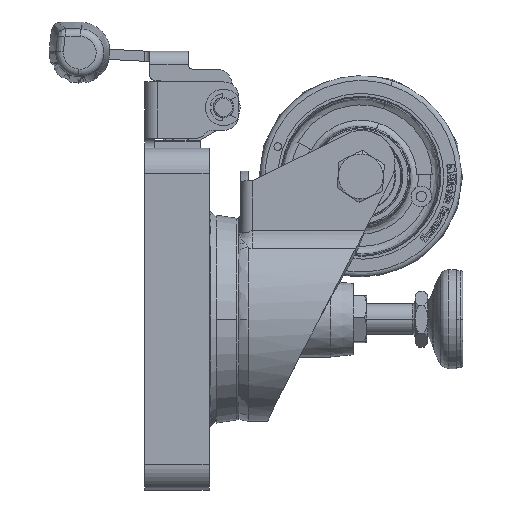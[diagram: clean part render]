
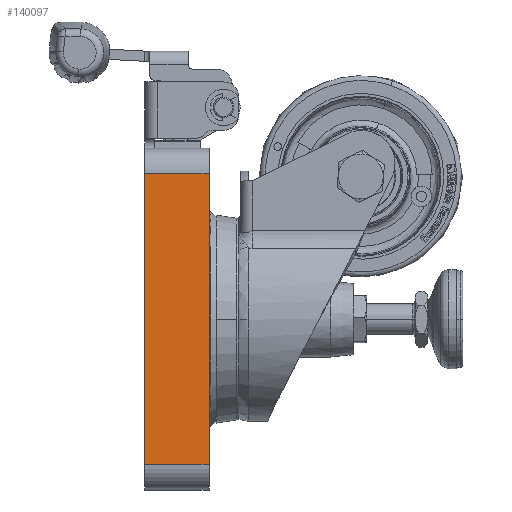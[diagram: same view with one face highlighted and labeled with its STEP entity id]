
A CAD part, left-side view. The second image highlights one B-rep face of the part: STEP entity #140097.
In plain terms, the highlighted planar face has unit normal (-1, 0, 0).
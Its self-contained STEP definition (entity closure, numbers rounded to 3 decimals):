
#973 = CARTESIAN_POINT ( 'NONE',  ( -55., -3.5, -57. ) ) ;
#4016 = CARTESIAN_POINT ( 'NONE',  ( -55., -3.5, -57. ) ) ;
#5885 = ORIENTED_EDGE ( 'NONE', *, *, #105846, .T. ) ;
#7850 = LINE ( 'NONE', #49993, #132968 ) ;
#9567 = CARTESIAN_POINT ( 'NONE',  ( -55., -3.5, 57. ) ) ;
#13979 = DIRECTION ( 'NONE',  ( 0., 1., 0. ) ) ;
#20956 = AXIS2_PLACEMENT_3D ( 'NONE', #85626, #121270, #121988 ) ;
#24280 = LINE ( 'NONE', #126026, #98958 ) ;
#24685 = EDGE_LOOP ( 'NONE', ( #5885, #122023, #73745, #120880 ) ) ;
#25594 = VERTEX_POINT ( 'NONE', #56713 ) ;
#28848 = EDGE_CURVE ( 'NONE', #142049, #64586, #24280, .T. ) ;
#34964 = VECTOR ( 'NONE', #13979, 1000. ) ;
#36854 = EDGE_CURVE ( 'NONE', #67774, #25594, #7850, .T. ) ;
#41276 = PLANE ( 'NONE',  #20956 ) ;
#48867 = VECTOR ( 'NONE', #88697, 1000. ) ;
#49993 = CARTESIAN_POINT ( 'NONE',  ( -55., 21.8, -57. ) ) ;
#53177 = CARTESIAN_POINT ( 'NONE',  ( -55., -3.5, 57. ) ) ;
#56713 = CARTESIAN_POINT ( 'NONE',  ( -55., 21.8, 57. ) ) ;
#64586 = VERTEX_POINT ( 'NONE', #53177 ) ;
#65466 = LINE ( 'NONE', #9567, #48867 ) ;
#67774 = VERTEX_POINT ( 'NONE', #101899 ) ;
#69365 = DIRECTION ( 'NONE',  ( 0., 0., 1. ) ) ;
#73745 = ORIENTED_EDGE ( 'NONE', *, *, #77438, .F. ) ;
#77438 = EDGE_CURVE ( 'NONE', #142049, #67774, #113573, .T. ) ;
#85626 = CARTESIAN_POINT ( 'NONE',  ( -55., -3.5, -57. ) ) ;
#88697 = DIRECTION ( 'NONE',  ( 0., 1., 0. ) ) ;
#96493 = DIRECTION ( 'NONE',  ( 0., 0., 1. ) ) ;
#98958 = VECTOR ( 'NONE', #69365, 1000. ) ;
#101899 = CARTESIAN_POINT ( 'NONE',  ( -55., 21.8, -57. ) ) ;
#105846 = EDGE_CURVE ( 'NONE', #64586, #25594, #65466, .T. ) ;
#113573 = LINE ( 'NONE', #973, #34964 ) ;
#120880 = ORIENTED_EDGE ( 'NONE', *, *, #28848, .T. ) ;
#121270 = DIRECTION ( 'NONE',  ( -1., 0., 0. ) ) ;
#121988 = DIRECTION ( 'NONE',  ( 0., 0., 1. ) ) ;
#122023 = ORIENTED_EDGE ( 'NONE', *, *, #36854, .F. ) ;
#126026 = CARTESIAN_POINT ( 'NONE',  ( -55., -3.5, -57. ) ) ;
#131438 = FACE_OUTER_BOUND ( 'NONE', #24685, .T. ) ;
#132968 = VECTOR ( 'NONE', #96493, 1000. ) ;
#140097 = ADVANCED_FACE ( 'NONE', ( #131438 ), #41276, .T. ) ;
#142049 = VERTEX_POINT ( 'NONE', #4016 ) ;
